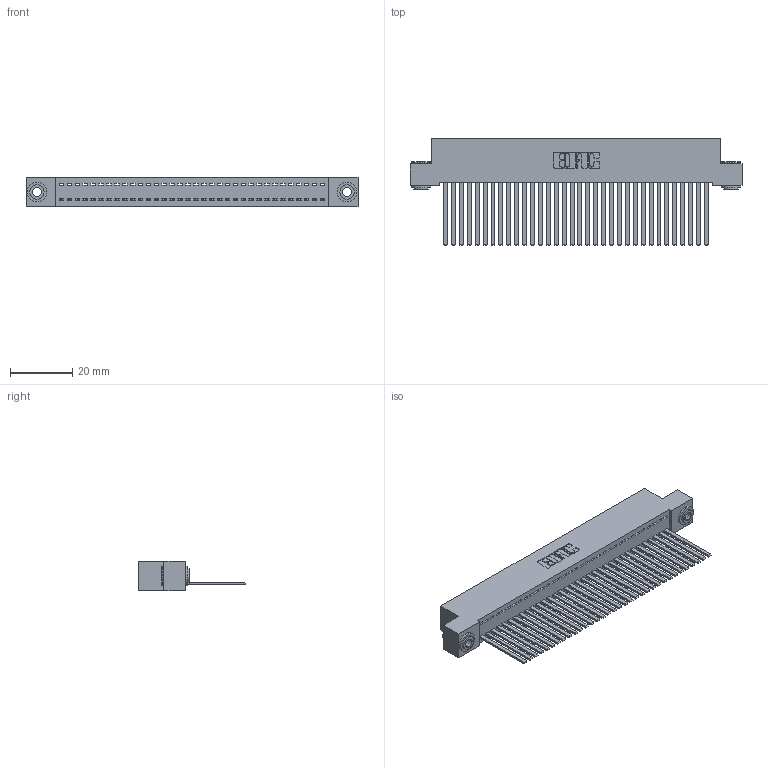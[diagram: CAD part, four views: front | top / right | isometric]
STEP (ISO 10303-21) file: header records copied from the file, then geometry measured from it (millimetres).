
FILE_DESCRIPTION (( 'STEP AP203' ), '1' );
FILE_NAME ('342-034-544-103.STEP', '2019-10-02T12:22:55', ( '' ), ( '' ), 'SwSTEP 2.0', 'SolidWorks 2016', '' );
FILE_SCHEMA (( 'CONFIG_CONTROL_DESIGN' ));
Length unit declared in the file: inch
Products named in the file (4): 345-292-001_345-293-144; 342-250-002_345-250-002-102; 342-034-544-103; 342 Part_.156 TH
Assembly tree (37 placements, depth 2):
  342-034-544-103
    342 Part_.156 TH
    345-292-001_345-293-144  x34
    342-250-002_345-250-002-102  x2
Bounding box: 106.68 x 34.3 x 9.4 mm (x, y, z)
Volume: 9740.8 mm3; surface area: 15501.4 mm2
Topology: 37 solids, 37 shells, 1916 faces, 5747 edges, 3782 vertices
Faces by surface type: plane 1368, cylinder 540, cone 8
Entity records: 22154 total; most frequent: CARTESIAN_POINT 3799, ORIENTED_EDGE 3762, DIRECTION 3251, EDGE_CURVE 1881, VECTOR 1733, LINE 1733, VERTEX_POINT 1250, AXIS2_PLACEMENT_3D 759
